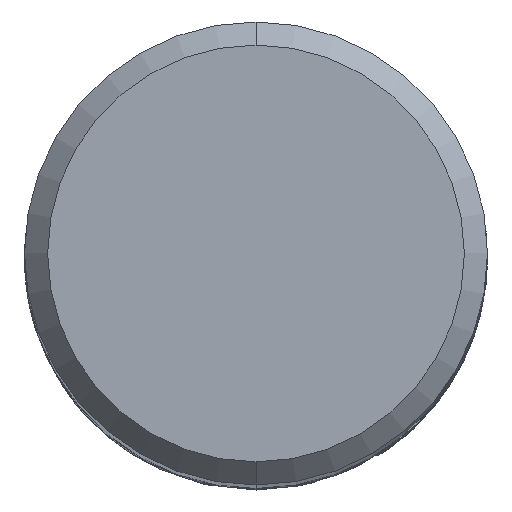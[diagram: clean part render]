
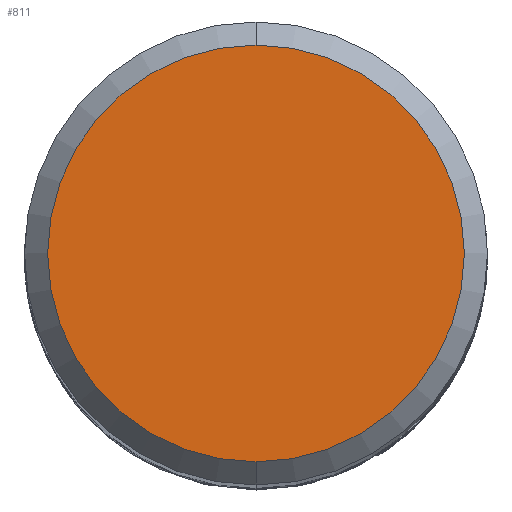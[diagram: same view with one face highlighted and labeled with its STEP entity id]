
A CAD part, top view. The second image highlights one B-rep face of the part: STEP entity #811.
In plain terms, the highlighted planar face has unit normal (0, 0, 1).
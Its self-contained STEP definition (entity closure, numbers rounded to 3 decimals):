
#613=VERTEX_POINT('',#1743);
#679=EDGE_CURVE('',#1145,#613,#1822,.T.);
#811=ADVANCED_FACE('',(#1964),#1965,.T.);
#827=EDGE_CURVE('',#613,#1145,#1981,.T.);
#1145=VERTEX_POINT('',#2325);
#1743=CARTESIAN_POINT('',(0.,-5.4,0.0));
#1822=CIRCLE('',#4342,5.4);
#1964=FACE_OUTER_BOUND('',#5374,.T.);
#1965=PLANE('',#5375);
#1981=CIRCLE('',#5398,5.4);
#2325=CARTESIAN_POINT('',(0.0,5.4,0.0));
#4342=AXIS2_PLACEMENT_3D('',#14153,#14154,#14155);
#5374=EDGE_LOOP('',(#14297,#14298));
#5375=AXIS2_PLACEMENT_3D('',#14299,#14300,#14301);
#5398=AXIS2_PLACEMENT_3D('',#14310,#14311,#14312);
#14153=CARTESIAN_POINT('',(0.0,0.0,0.0));
#14154=DIRECTION('',(0.0,0.0,-1.0));
#14155=DIRECTION('',(0.0,1.0,0.0));
#14297=ORIENTED_EDGE('',*,*,#679,.F.);
#14298=ORIENTED_EDGE('',*,*,#827,.F.);
#14299=CARTESIAN_POINT('',(0.0,2.7,0.0));
#14300=DIRECTION('',(-0.0,0.0,1.0));
#14301=DIRECTION('',(0.0,-1.0,0.0));
#14310=CARTESIAN_POINT('',(0.0,0.0,0.0));
#14311=DIRECTION('',(0.0,0.0,-1.0));
#14312=DIRECTION('',(0.0,1.0,0.0));
